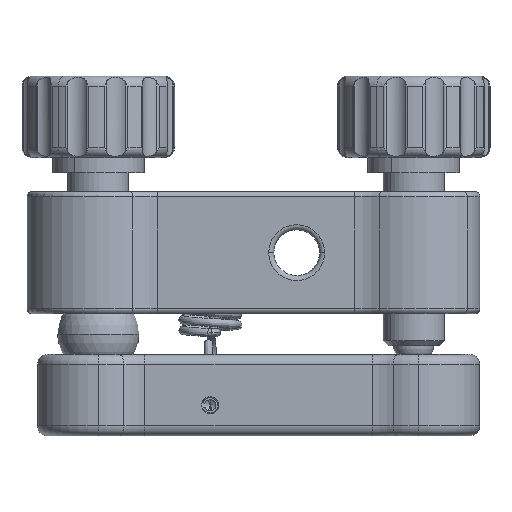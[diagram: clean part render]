
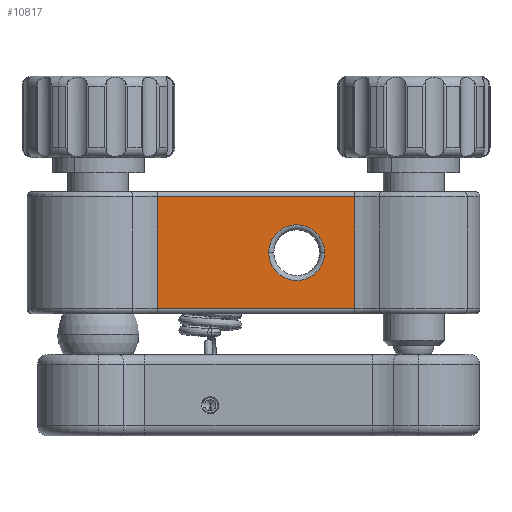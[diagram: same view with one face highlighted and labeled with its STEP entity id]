
A CAD part, front view. The second image highlights one B-rep face of the part: STEP entity #10817.
In plain terms, the highlighted planar face has unit normal (0, -1, 0).
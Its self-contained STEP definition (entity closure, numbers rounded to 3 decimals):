
#55 = CARTESIAN_POINT ( 'NONE',  ( 29.99, -5.5, 5.5 ) ) ;
#834 = CARTESIAN_POINT ( 'NONE',  ( 49.371, -5.5, -5.5 ) ) ;
#925 = ORIENTED_EDGE ( 'NONE', *, *, #5995, .T. ) ;
#979 = EDGE_LOOP ( 'NONE', ( #925, #3161, #8844, #17156 ) ) ;
#1404 = DIRECTION ( 'NONE',  ( 1., 0., 0. ) ) ;
#1744 = AXIS2_PLACEMENT_3D ( 'NONE', #2646, #4688, #2914 ) ;
#2211 = VERTEX_POINT ( 'NONE', #2571 ) ;
#2498 = VERTEX_POINT ( 'NONE', #3173 ) ;
#2560 = LINE ( 'NONE', #14263, #19168 ) ;
#2571 = CARTESIAN_POINT ( 'NONE',  ( 49.371, -5.5, 5.5 ) ) ;
#2646 = CARTESIAN_POINT ( 'NONE',  ( 28.51, -5.5, -6. ) ) ;
#2835 = AXIS2_PLACEMENT_3D ( 'NONE', #21606, #19458, #1404 ) ;
#2914 = DIRECTION ( 'NONE',  ( 1., 0., 0. ) ) ;
#3161 = ORIENTED_EDGE ( 'NONE', *, *, #10766, .T. ) ;
#3173 = CARTESIAN_POINT ( 'NONE',  ( 46.43, -5.5, 0. ) ) ;
#4342 = DIRECTION ( 'NONE',  ( 0., 0., -1. ) ) ;
#4688 = DIRECTION ( 'NONE',  ( 0., 1., 0. ) ) ;
#4864 = VECTOR ( 'NONE', #12360, 1000. ) ;
#5995 = EDGE_CURVE ( 'NONE', #11394, #2211, #24686, .T. ) ;
#7078 = LINE ( 'NONE', #14526, #4864 ) ;
#7521 = EDGE_LOOP ( 'NONE', ( #19132, #21076 ) ) ;
#7991 = LINE ( 'NONE', #11090, #24621 ) ;
#8306 = FACE_OUTER_BOUND ( 'NONE', #979, .T. ) ;
#8558 = DIRECTION ( 'NONE',  ( 0., 1., 0. ) ) ;
#8844 = ORIENTED_EDGE ( 'NONE', *, *, #8888, .T. ) ;
#8888 = EDGE_CURVE ( 'NONE', #14317, #9908, #2560, .T. ) ;
#8998 = CARTESIAN_POINT ( 'NONE',  ( 49.371, -5.5, 6. ) ) ;
#9908 = VERTEX_POINT ( 'NONE', #20008 ) ;
#10051 = EDGE_CURVE ( 'NONE', #9908, #11394, #7078, .T. ) ;
#10766 = EDGE_CURVE ( 'NONE', #2211, #14317, #7991, .T. ) ;
#10817 = ADVANCED_FACE ( 'NONE', ( #21150, #8306 ), #19255, .F. ) ;
#11090 = CARTESIAN_POINT ( 'NONE',  ( 28.51, -5.5, 5.5 ) ) ;
#11394 = VERTEX_POINT ( 'NONE', #834 ) ;
#12360 = DIRECTION ( 'NONE',  ( 1., 0., 0. ) ) ;
#12371 = CARTESIAN_POINT ( 'NONE',  ( 40.93, -5.5, 0. ) ) ;
#14263 = CARTESIAN_POINT ( 'NONE',  ( 29.99, -5.5, -6. ) ) ;
#14317 = VERTEX_POINT ( 'NONE', #55 ) ;
#14526 = CARTESIAN_POINT ( 'NONE',  ( 49.371, -5.5, -5.5 ) ) ;
#17060 = VECTOR ( 'NONE', #17258, 1000. ) ;
#17124 = CIRCLE ( 'NONE', #19297, 2.75 ) ;
#17156 = ORIENTED_EDGE ( 'NONE', *, *, #10051, .T. ) ;
#17258 = DIRECTION ( 'NONE',  ( 0., 0., 1. ) ) ;
#18019 = EDGE_CURVE ( 'NONE', #21789, #2498, #17124, .T. ) ;
#18956 = CARTESIAN_POINT ( 'NONE',  ( 43.68, -5.5, 0. ) ) ;
#19132 = ORIENTED_EDGE ( 'NONE', *, *, #26151, .T. ) ;
#19168 = VECTOR ( 'NONE', #4342, 1000. ) ;
#19255 = PLANE ( 'NONE',  #1744 ) ;
#19297 = AXIS2_PLACEMENT_3D ( 'NONE', #18956, #8558, #25005 ) ;
#19458 = DIRECTION ( 'NONE',  ( 0., 1., 0. ) ) ;
#20008 = CARTESIAN_POINT ( 'NONE',  ( 29.99, -5.5, -5.5 ) ) ;
#21076 = ORIENTED_EDGE ( 'NONE', *, *, #18019, .T. ) ;
#21150 = FACE_BOUND ( 'NONE', #7521, .T. ) ;
#21606 = CARTESIAN_POINT ( 'NONE',  ( 43.68, -5.5, 0. ) ) ;
#21789 = VERTEX_POINT ( 'NONE', #12371 ) ;
#22637 = CIRCLE ( 'NONE', #2835, 2.75 ) ;
#23022 = DIRECTION ( 'NONE',  ( -1., 0., 0. ) ) ;
#24621 = VECTOR ( 'NONE', #23022, 1000. ) ;
#24686 = LINE ( 'NONE', #8998, #17060 ) ;
#25005 = DIRECTION ( 'NONE',  ( 1., 0., 0. ) ) ;
#26151 = EDGE_CURVE ( 'NONE', #2498, #21789, #22637, .T. ) ;
